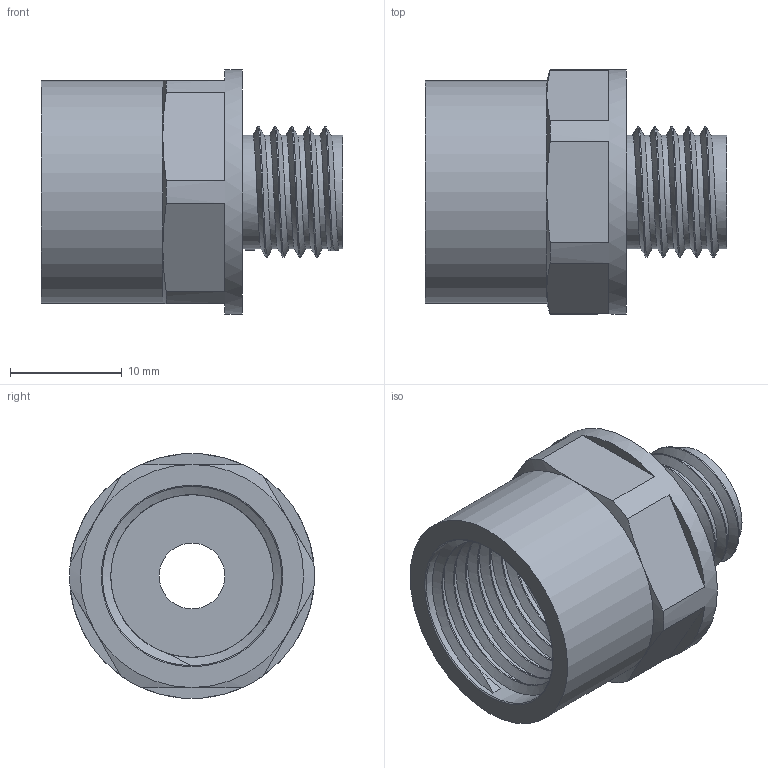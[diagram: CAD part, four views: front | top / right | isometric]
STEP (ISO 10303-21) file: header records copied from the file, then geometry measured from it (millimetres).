
FILE_DESCRIPTION(/* description */ ('Erweiterung sechskant M/M M12x1,5/M16x1,5'),/* implementation_level */ '2;1');
FILE_NAME(/* name */ '11081216-RST.stp',/* time_stamp */ '2020-05-04T09:06:51+02:00',/* author */ ('sl'),/* organization */ (''),/* preprocessor_version */ 'ST-DEVELOPER v16.5',/* originating_system */ 'Autodesk Inventor 2017',/* authorisation */ '');
FILE_SCHEMA (('AUTOMOTIVE_DESIGN { 1 0 10303 214 3 1 1 }'));
Length unit declared in the file: millimetre
Products named in the file (1): 11081216
Bounding box: 27 x 21.96 x 21.96 mm (x, y, z)
Volume: 3427.6 mm3; surface area: 3676.9 mm2
Topology: 1 solids, 1 shells, 54 faces, 143 edges, 93 vertices
Faces by surface type: cylinder 24, plane 19, cone 6, bspline 4, torus 1
Full cylindrical faces by diameter (mm): 5.9 x1, 10.188 x5, 16.102 x10, 20 x1, 21.96 x1
Entity records: 3941 total; most frequent: CARTESIAN_POINT 3072, ORIENTED_EDGE 178, DIRECTION 157, EDGE_CURVE 89, AXIS2_PLACEMENT_3D 65, VERTEX_POINT 60, EDGE_LOOP 51, FACE_OUTER_BOUND 40
